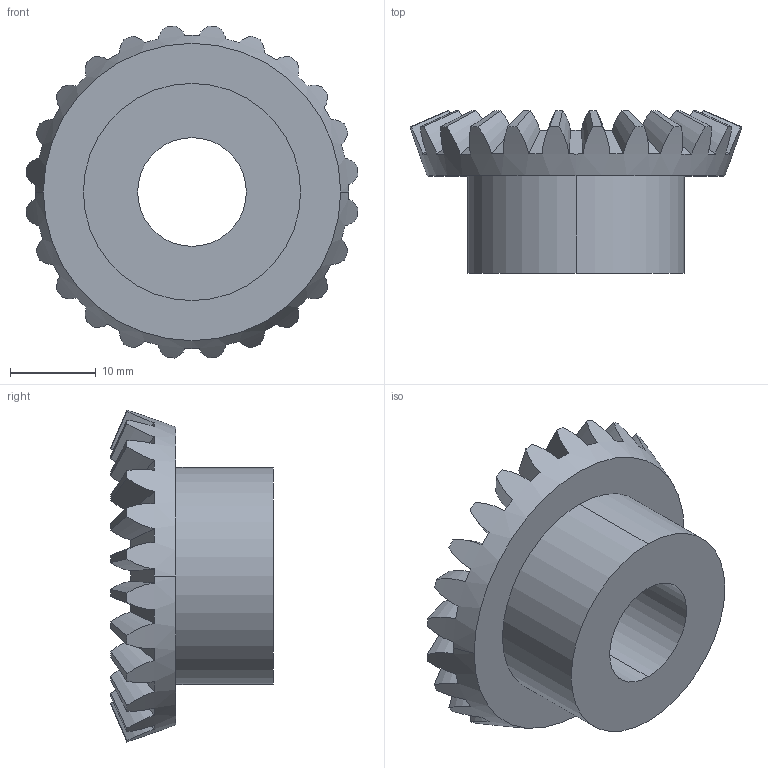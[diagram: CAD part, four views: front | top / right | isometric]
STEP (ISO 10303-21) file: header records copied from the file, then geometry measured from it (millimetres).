
FILE_DESCRIPTION (( 'STEP AP203' ), '1' );
FILE_NAME ('2515N11_Metal Bevel Gear.STEP', '2021-09-14T23:32:30', ( 'Administrator' ), ( 'Managed by Terraform' ), 'SwSTEP 2.0', 'SolidWorks 2017', '' );
FILE_SCHEMA (( 'CONFIG_CONTROL_DESIGN' ));
Length unit declared in the file: inch
Products named in the file (1): 2515N11_Metal Bevel Gear
Bounding box: 38.82 x 19.01 x 38.82 mm (x, y, z)
Volume: 8866.2 mm3; surface area: 4559.4 mm2
Topology: 1 solids, 1 shells, 107 faces, 314 edges, 210 vertices
Faces by surface type: bspline 48, cone 28, plane 27, cylinder 4
Entity records: 4403 total; most frequent: CARTESIAN_POINT 1898, ORIENTED_EDGE 628, DIRECTION 344, EDGE_CURVE 314, VERTEX_POINT 210, AXIS2_PLACEMENT_3D 120, EDGE_LOOP 110, FACE_OUTER_BOUND 107
